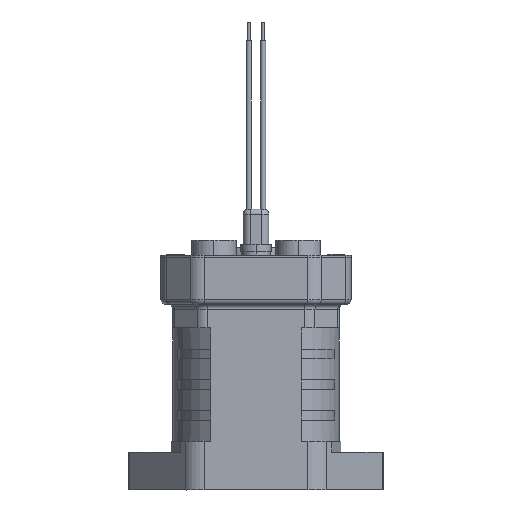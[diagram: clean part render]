
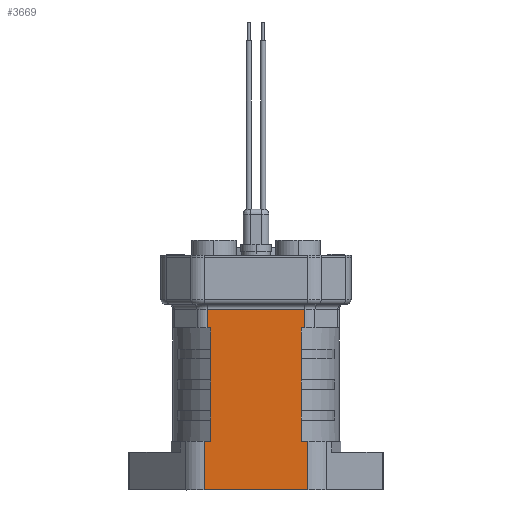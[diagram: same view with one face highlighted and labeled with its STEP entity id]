
A CAD part, left-side view. The second image highlights one B-rep face of the part: STEP entity #3669.
In plain terms, the highlighted planar face has unit normal (-1, 0, 0).
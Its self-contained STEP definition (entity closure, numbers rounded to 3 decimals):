
#336=DIRECTION('',(0.,0.,1.));
#337=VECTOR('',#336,2.);
#338=CARTESIAN_POINT('',(-17.6,9.6,18.48));
#339=LINE('',#338,#337);
#396=DIRECTION('',(0.,0.,1.));
#397=VECTOR('',#396,2.);
#398=CARTESIAN_POINT('',(-17.6,9.6,24.98));
#399=LINE('',#398,#397);
#414=DIRECTION('',(0.,-1.,0.));
#415=VECTOR('',#414,22.);
#416=CARTESIAN_POINT('',(-17.6,11.,-2.8));
#417=LINE('',#416,#415);
#418=DIRECTION('',(0.,0.,-1.));
#419=VECTOR('',#418,4.5);
#420=CARTESIAN_POINT('',(-17.6,9.6,11.98));
#421=LINE('',#420,#419);
#422=DIRECTION('',(0.,0.,-1.));
#423=VECTOR('',#422,4.5);
#424=CARTESIAN_POINT('',(-17.6,9.6,18.48));
#425=LINE('',#424,#423);
#426=DIRECTION('',(0.,0.,-1.));
#427=VECTOR('',#426,4.5);
#428=CARTESIAN_POINT('',(-17.6,9.6,24.98));
#429=LINE('',#428,#427);
#430=DIRECTION('',(0.,0.,-1.));
#431=VECTOR('',#430,4.5);
#432=CARTESIAN_POINT('',(-17.6,9.6,31.48));
#433=LINE('',#432,#431);
#434=DIRECTION('',(0.,-1.,0.));
#435=VECTOR('',#434,0.757);
#436=CARTESIAN_POINT('',(-17.6,10.357,31.48));
#437=LINE('',#436,#435);
#438=DIRECTION('',(0.,-1.,0.));
#439=VECTOR('',#438,0.757);
#440=CARTESIAN_POINT('',(-17.6,-9.6,31.48));
#441=LINE('',#440,#439);
#442=DIRECTION('',(0.,0.,1.));
#443=VECTOR('',#442,4.5);
#444=CARTESIAN_POINT('',(-17.6,-9.6,26.98));
#445=LINE('',#444,#443);
#446=DIRECTION('',(0.,0.,1.));
#447=VECTOR('',#446,4.5);
#448=CARTESIAN_POINT('',(-17.6,-9.6,20.48));
#449=LINE('',#448,#447);
#450=DIRECTION('',(0.,0.,1.));
#451=VECTOR('',#450,4.5);
#452=CARTESIAN_POINT('',(-17.6,-9.6,13.98));
#453=LINE('',#452,#451);
#454=DIRECTION('',(0.,0.,1.));
#455=VECTOR('',#454,4.5);
#456=CARTESIAN_POINT('',(-17.6,-9.6,7.48));
#457=LINE('',#456,#455);
#462=DIRECTION('',(0.,0.,-1.));
#463=VECTOR('',#462,10.28);
#464=CARTESIAN_POINT('',(-17.6,-11.,7.48));
#465=LINE('',#464,#463);
#483=DIRECTION('',(0.,-1.,0.));
#484=VECTOR('',#483,1.4);
#485=CARTESIAN_POINT('',(-17.6,-9.6,7.48));
#486=LINE('',#485,#484);
#665=DIRECTION('',(0.,-1.,0.));
#666=VECTOR('',#665,1.4);
#667=CARTESIAN_POINT('',(-17.6,11.,7.48));
#668=LINE('',#667,#666);
#1002=DIRECTION('',(0.,0.,1.));
#1003=VECTOR('',#1002,10.28);
#1004=CARTESIAN_POINT('',(-17.6,11.,-2.8));
#1005=LINE('',#1004,#1003);
#1718=DIRECTION('',(0.,-1.,0.));
#1719=VECTOR('',#1718,20.715);
#1720=CARTESIAN_POINT('',(-17.6,10.357,35.48));
#1721=LINE('',#1720,#1719);
#2327=DIRECTION('',(0.,0.,-1.));
#2328=VECTOR('',#2327,4.);
#2329=CARTESIAN_POINT('',(-17.6,-10.357,35.48));
#2330=LINE('',#2329,#2328);
#2442=DIRECTION('',(0.,0.,-1.));
#2443=VECTOR('',#2442,2.);
#2444=CARTESIAN_POINT('',(-17.6,-9.6,13.98));
#2445=LINE('',#2444,#2443);
#2474=DIRECTION('',(0.,0.,-1.));
#2475=VECTOR('',#2474,2.);
#2476=CARTESIAN_POINT('',(-17.6,-9.6,20.48));
#2477=LINE('',#2476,#2475);
#2506=DIRECTION('',(0.,0.,-1.));
#2507=VECTOR('',#2506,2.);
#2508=CARTESIAN_POINT('',(-17.6,-9.6,26.98));
#2509=LINE('',#2508,#2507);
#2664=DIRECTION('',(0.,0.,1.));
#2665=VECTOR('',#2664,4.);
#2666=CARTESIAN_POINT('',(-17.6,10.357,31.48));
#2667=LINE('',#2666,#2665);
#2733=DIRECTION('',(0.,0.,1.));
#2734=VECTOR('',#2733,2.);
#2735=CARTESIAN_POINT('',(-17.6,9.6,11.98));
#2736=LINE('',#2735,#2734);
#2929=CARTESIAN_POINT('',(-17.6,-9.6,11.98));
#2931=VERTEX_POINT('',#2929);
#2960=CARTESIAN_POINT('',(-17.6,9.6,18.48));
#2961=CARTESIAN_POINT('',(-17.6,9.6,13.98));
#2962=VERTEX_POINT('',#2960);
#2963=VERTEX_POINT('',#2961);
#3030=CARTESIAN_POINT('',(-17.6,9.6,20.48));
#3031=VERTEX_POINT('',#3030);
#3050=CARTESIAN_POINT('',(-17.6,-9.6,26.98));
#3051=VERTEX_POINT('',#3050);
#3074=CARTESIAN_POINT('',(-17.6,-9.6,31.48));
#3075=VERTEX_POINT('',#3074);
#3080=CARTESIAN_POINT('',(-17.6,-9.6,20.48));
#3081=CARTESIAN_POINT('',(-17.6,-9.6,18.48));
#3082=VERTEX_POINT('',#3080);
#3083=VERTEX_POINT('',#3081);
#3098=CARTESIAN_POINT('',(-17.6,-9.6,13.98));
#3100=VERTEX_POINT('',#3098);
#3113=CARTESIAN_POINT('',(-17.6,9.6,31.48));
#3115=VERTEX_POINT('',#3113);
#3152=CARTESIAN_POINT('',(-17.6,10.357,35.48));
#3153=VERTEX_POINT('',#3152);
#3172=CARTESIAN_POINT('',(-17.6,9.6,11.98));
#3174=VERTEX_POINT('',#3172);
#3179=CARTESIAN_POINT('',(-17.6,-11.,-2.8));
#3181=VERTEX_POINT('',#3179);
#3193=CARTESIAN_POINT('',(-17.6,-9.6,24.98));
#3195=VERTEX_POINT('',#3193);
#3200=CARTESIAN_POINT('',(-17.6,-10.357,31.48));
#3201=VERTEX_POINT('',#3200);
#3216=CARTESIAN_POINT('',(-17.6,9.6,7.48));
#3217=VERTEX_POINT('',#3216);
#3252=CARTESIAN_POINT('',(-17.6,10.357,31.48));
#3253=VERTEX_POINT('',#3252);
#3254=CARTESIAN_POINT('',(-17.6,-11.,7.48));
#3255=VERTEX_POINT('',#3254);
#3299=CARTESIAN_POINT('',(-17.6,11.,7.48));
#3301=VERTEX_POINT('',#3299);
#3302=CARTESIAN_POINT('',(-17.6,-10.357,35.48));
#3303=VERTEX_POINT('',#3302);
#3336=CARTESIAN_POINT('',(-17.6,9.6,26.98));
#3337=VERTEX_POINT('',#3336);
#3362=CARTESIAN_POINT('',(-17.6,-9.6,7.48));
#3363=VERTEX_POINT('',#3362);
#3406=CARTESIAN_POINT('',(-17.6,11.,-2.8));
#3407=VERTEX_POINT('',#3406);
#3446=CARTESIAN_POINT('',(-17.6,9.6,24.98));
#3447=VERTEX_POINT('',#3446);
#3617=CARTESIAN_POINT('',(-17.6,-17.6,-2.5));
#3618=DIRECTION('',(1.,0.,0.));
#3619=DIRECTION('',(0.,0.,-1.));
#3620=AXIS2_PLACEMENT_3D('',#3617,#3618,#3619);
#3621=PLANE('',#3620);
#3623=ORIENTED_EDGE('',*,*,#3622,.T.);
#3625=ORIENTED_EDGE('',*,*,#3624,.F.);
#3627=ORIENTED_EDGE('',*,*,#3626,.T.);
#3629=ORIENTED_EDGE('',*,*,#3628,.T.);
#3631=ORIENTED_EDGE('',*,*,#3630,.F.);
#3633=ORIENTED_EDGE('',*,*,#3632,.T.);
#3635=ORIENTED_EDGE('',*,*,#3634,.F.);
#3636=ORIENTED_EDGE('',*,*,#3503,.T.);
#3638=ORIENTED_EDGE('',*,*,#3637,.F.);
#3639=ORIENTED_EDGE('',*,*,#3584,.T.);
#3640=ORIENTED_EDGE('',*,*,#3608,.F.);
#3642=ORIENTED_EDGE('',*,*,#3641,.F.);
#3644=ORIENTED_EDGE('',*,*,#3643,.T.);
#3646=ORIENTED_EDGE('',*,*,#3645,.T.);
#3648=ORIENTED_EDGE('',*,*,#3647,.T.);
#3650=ORIENTED_EDGE('',*,*,#3649,.F.);
#3652=ORIENTED_EDGE('',*,*,#3651,.F.);
#3654=ORIENTED_EDGE('',*,*,#3653,.T.);
#3656=ORIENTED_EDGE('',*,*,#3655,.F.);
#3658=ORIENTED_EDGE('',*,*,#3657,.T.);
#3660=ORIENTED_EDGE('',*,*,#3659,.F.);
#3662=ORIENTED_EDGE('',*,*,#3661,.T.);
#3664=ORIENTED_EDGE('',*,*,#3663,.F.);
#3666=ORIENTED_EDGE('',*,*,#3665,.T.);
#3667=EDGE_LOOP('',(#3623,#3625,#3627,#3629,#3631,#3633,#3635,#3636,#3638,#3639,
#3640,#3642,#3644,#3646,#3648,#3650,#3652,#3654,#3656,#3658,#3660,#3662,#3664,
#3666));
#3668=FACE_OUTER_BOUND('',#3667,.F.);
#3669=ADVANCED_FACE('',(#3668),#3621,.F.);
#3503=EDGE_CURVE('',#2962,#3031,#339,.T.);
#3584=EDGE_CURVE('',#3447,#3337,#399,.T.);
#3608=EDGE_CURVE('',#3115,#3337,#433,.T.);
#3622=EDGE_CURVE('',#3255,#3181,#465,.T.);
#3624=EDGE_CURVE('',#3407,#3181,#417,.T.);
#3626=EDGE_CURVE('',#3407,#3301,#1005,.T.);
#3628=EDGE_CURVE('',#3301,#3217,#668,.T.);
#3630=EDGE_CURVE('',#3174,#3217,#421,.T.);
#3632=EDGE_CURVE('',#3174,#2963,#2736,.T.);
#3634=EDGE_CURVE('',#2962,#2963,#425,.T.);
#3637=EDGE_CURVE('',#3447,#3031,#429,.T.);
#3641=EDGE_CURVE('',#3253,#3115,#437,.T.);
#3643=EDGE_CURVE('',#3253,#3153,#2667,.T.);
#3645=EDGE_CURVE('',#3153,#3303,#1721,.T.);
#3647=EDGE_CURVE('',#3303,#3201,#2330,.T.);
#3649=EDGE_CURVE('',#3075,#3201,#441,.T.);
#3651=EDGE_CURVE('',#3051,#3075,#445,.T.);
#3653=EDGE_CURVE('',#3051,#3195,#2509,.T.);
#3655=EDGE_CURVE('',#3082,#3195,#449,.T.);
#3657=EDGE_CURVE('',#3082,#3083,#2477,.T.);
#3659=EDGE_CURVE('',#3100,#3083,#453,.T.);
#3661=EDGE_CURVE('',#3100,#2931,#2445,.T.);
#3663=EDGE_CURVE('',#3363,#2931,#457,.T.);
#3665=EDGE_CURVE('',#3363,#3255,#486,.T.);
